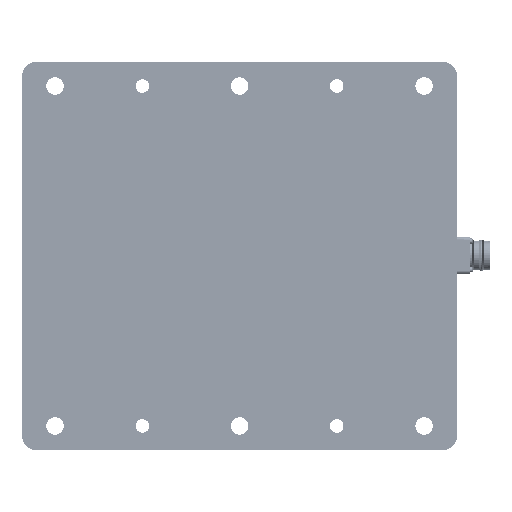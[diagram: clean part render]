
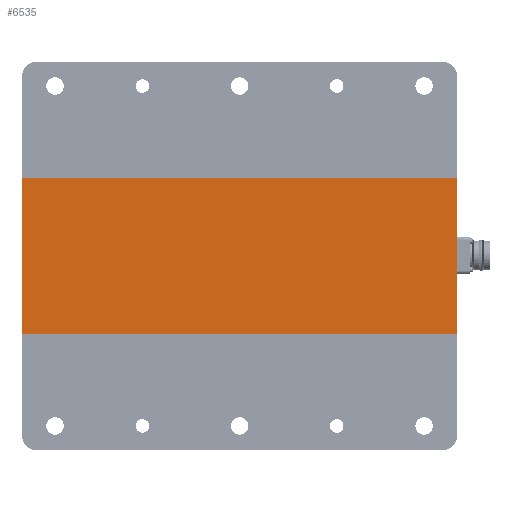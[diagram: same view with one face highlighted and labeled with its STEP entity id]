
A CAD part, front view. The second image highlights one B-rep face of the part: STEP entity #6535.
In plain terms, the highlighted planar face has unit normal (0, -1, 0).
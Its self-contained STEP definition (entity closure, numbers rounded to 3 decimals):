
#1177 = FACE_OUTER_BOUND ( 'NONE', #75701, .T. ) ;
#3688 = CARTESIAN_POINT ( 'NONE',  ( -80., 1., 224. ) ) ;
#6535 = ADVANCED_FACE ( 'NONE', ( #1177 ), #120823, .F. ) ;
#10139 = LINE ( 'NONE', #72711, #140093 ) ;
#11422 = EDGE_CURVE ( 'NONE', #59858, #60689, #76902, .T. ) ;
#21421 = ORIENTED_EDGE ( 'NONE', *, *, #28833, .T. ) ;
#23355 = CARTESIAN_POINT ( 'NONE',  ( -80., 1., -224. ) ) ;
#24028 = ORIENTED_EDGE ( 'NONE', *, *, #135328, .T. ) ;
#27945 = LINE ( 'NONE', #52493, #71722 ) ;
#28833 = EDGE_CURVE ( 'NONE', #59858, #68935, #97952, .T. ) ;
#38128 = VECTOR ( 'NONE', #101423, 1000. ) ;
#41255 = ORIENTED_EDGE ( 'NONE', *, *, #115764, .F. ) ;
#45545 = CARTESIAN_POINT ( 'NONE',  ( 80., 1., -224. ) ) ;
#52493 = CARTESIAN_POINT ( 'NONE',  ( -200., 1., -224. ) ) ;
#59858 = VERTEX_POINT ( 'NONE', #3688 ) ;
#60689 = VERTEX_POINT ( 'NONE', #139993 ) ;
#62187 = CARTESIAN_POINT ( 'NONE',  ( 0., 1., 0. ) ) ;
#65235 = DIRECTION ( 'NONE',  ( 0., 0., -1. ) ) ;
#68935 = VERTEX_POINT ( 'NONE', #23355 ) ;
#71105 = AXIS2_PLACEMENT_3D ( 'NONE', #62187, #75655, #108923 ) ;
#71722 = VECTOR ( 'NONE', #147567, 1000. ) ;
#72711 = CARTESIAN_POINT ( 'NONE',  ( 80., 1., 386.361 ) ) ;
#75655 = DIRECTION ( 'NONE',  ( 0., 1., 0. ) ) ;
#75701 = EDGE_LOOP ( 'NONE', ( #24028, #41255, #147085, #21421 ) ) ;
#76902 = LINE ( 'NONE', #148163, #38128 ) ;
#97266 = DIRECTION ( 'NONE',  ( 0., 0., -1. ) ) ;
#97952 = LINE ( 'NONE', #149955, #155663 ) ;
#101423 = DIRECTION ( 'NONE',  ( 1., 0., 0. ) ) ;
#108923 = DIRECTION ( 'NONE',  ( 0., 0., 1. ) ) ;
#115764 = EDGE_CURVE ( 'NONE', #60689, #128116, #10139, .T. ) ;
#120823 = PLANE ( 'NONE',  #71105 ) ;
#128116 = VERTEX_POINT ( 'NONE', #45545 ) ;
#135328 = EDGE_CURVE ( 'NONE', #68935, #128116, #27945, .T. ) ;
#139993 = CARTESIAN_POINT ( 'NONE',  ( 80., 1., 224. ) ) ;
#140093 = VECTOR ( 'NONE', #97266, 1000. ) ;
#147085 = ORIENTED_EDGE ( 'NONE', *, *, #11422, .F. ) ;
#147567 = DIRECTION ( 'NONE',  ( 1., 0., 0. ) ) ;
#148163 = CARTESIAN_POINT ( 'NONE',  ( -200., 1., 224. ) ) ;
#149955 = CARTESIAN_POINT ( 'NONE',  ( -80., 1., 386.361 ) ) ;
#155663 = VECTOR ( 'NONE', #65235, 1000. ) ;
